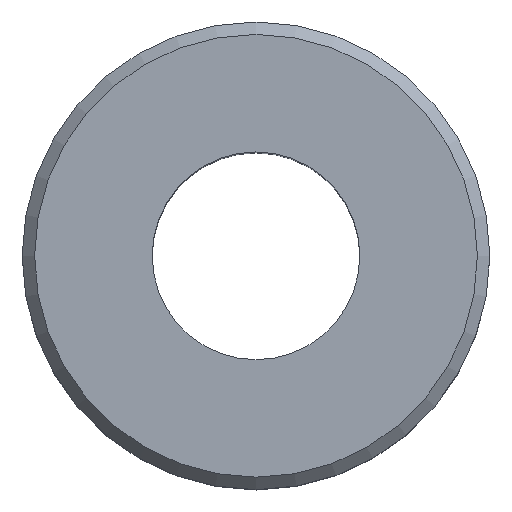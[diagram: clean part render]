
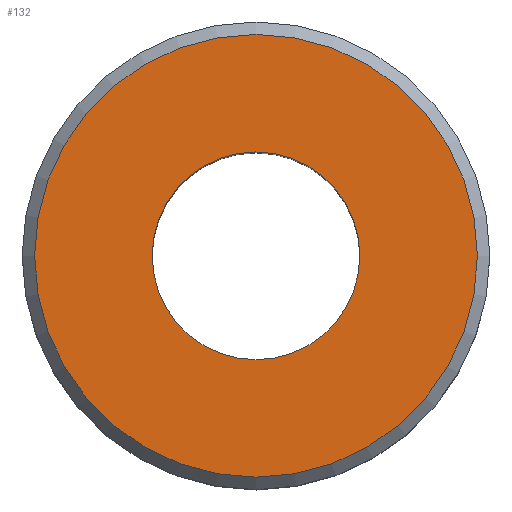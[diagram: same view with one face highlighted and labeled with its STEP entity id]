
A CAD part, top view. The second image highlights one B-rep face of the part: STEP entity #132.
In plain terms, the highlighted face is planar.
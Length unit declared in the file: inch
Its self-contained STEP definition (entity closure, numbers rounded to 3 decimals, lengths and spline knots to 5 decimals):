
#132 = ADVANCED_FACE( '', ( #145, #146 ), #147, .F. );
#145 = FACE_OUTER_BOUND( '', #179, .T. );
#146 = FACE_BOUND( '', #180, .T. );
#147 = PLANE( '', #181 );
#179 = EDGE_LOOP( '', ( #212 ) );
#180 = EDGE_LOOP( '', ( #213 ) );
#181 = AXIS2_PLACEMENT_3D( '', #214, #215, #216 );
#212 = ORIENTED_EDGE( '', *, *, #267, .F. );
#213 = ORIENTED_EDGE( '', *, *, #268, .T. );
#214 = CARTESIAN_POINT( '', ( -0.281, 0., 0. ) );
#215 = DIRECTION( '', ( 1., 0., 0. ) );
#216 = DIRECTION( '', ( 0., 0., -1. ) );
#267 = EDGE_CURVE( '', #278, #278, #279, .T. );
#268 = EDGE_CURVE( '', #280, #280, #281, .T. );
#278 = VERTEX_POINT( '', #300 );
#279 = CIRCLE( '', #301, 0.2665 );
#280 = VERTEX_POINT( '', #302 );
#281 = CIRCLE( '', #303, 0.125 );
#300 = CARTESIAN_POINT( '', ( -0.281, 0., -0.2665 ) );
#301 = AXIS2_PLACEMENT_3D( '', #322, #323, #324 );
#302 = CARTESIAN_POINT( '', ( -0.281, 0., -0.125 ) );
#303 = AXIS2_PLACEMENT_3D( '', #325, #326, #327 );
#322 = CARTESIAN_POINT( '', ( -0.281, 0., 0. ) );
#323 = DIRECTION( '', ( 1., 0., 0. ) );
#324 = DIRECTION( '', ( 0., 0., -1. ) );
#325 = CARTESIAN_POINT( '', ( -0.281, 0., 0. ) );
#326 = DIRECTION( '', ( 1., 0., 0. ) );
#327 = DIRECTION( '', ( 0., 0., -1. ) );
